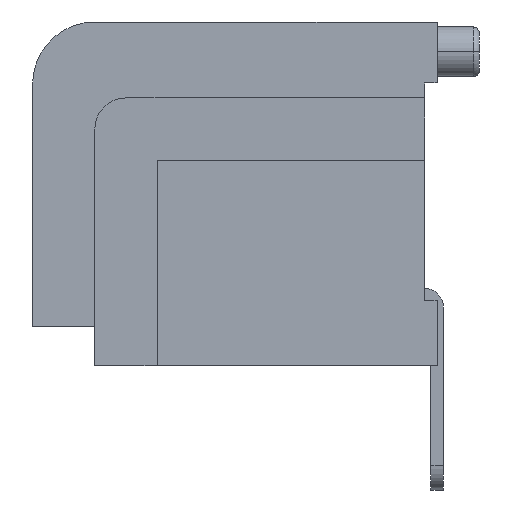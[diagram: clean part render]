
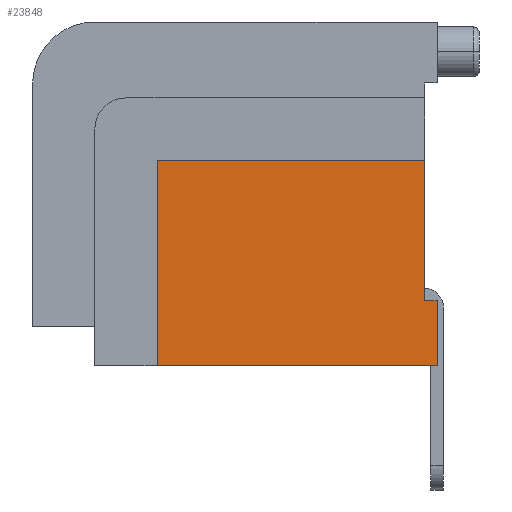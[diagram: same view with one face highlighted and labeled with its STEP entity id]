
A CAD part, left-side view. The second image highlights one B-rep face of the part: STEP entity #23848.
In plain terms, the highlighted planar face has unit normal (-1, 0, 0).
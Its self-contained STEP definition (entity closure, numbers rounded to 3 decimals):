
#2826=DIRECTION('',(0.,-1.,0.));
#2827=VECTOR('',#2826,4.3);
#2828=CARTESIAN_POINT('',(-12.,4.5,-2.22));
#2829=LINE('',#2828,#2827);
#2830=DIRECTION('',(0.,0.,-1.));
#2831=VECTOR('',#2830,2.26);
#2832=CARTESIAN_POINT('',(-12.,0.2,-2.22));
#2833=LINE('',#2832,#2831);
#2834=DIRECTION('',(0.,-1.,0.));
#2835=VECTOR('',#2834,0.2);
#2836=CARTESIAN_POINT('',(-12.,0.2,-4.48));
#2837=LINE('',#2836,#2835);
#2838=DIRECTION('',(0.,0.,-1.));
#2839=VECTOR('',#2838,1.04);
#2840=CARTESIAN_POINT('',(-12.,0.,-4.48));
#2841=LINE('',#2840,#2839);
#2842=DIRECTION('',(0.,1.,0.));
#2843=VECTOR('',#2842,4.5);
#2844=CARTESIAN_POINT('',(-12.,0.,-5.52));
#2845=LINE('',#2844,#2843);
#2846=DIRECTION('',(0.,0.,1.));
#2847=VECTOR('',#2846,3.3);
#2848=CARTESIAN_POINT('',(-12.,4.5,-5.52));
#2849=LINE('',#2848,#2847);
#20037=CARTESIAN_POINT('',(-12.,0.,-4.48));
#20039=VERTEX_POINT('',#20037);
#20040=CARTESIAN_POINT('',(-12.,0.2,-4.48));
#20041=VERTEX_POINT('',#20040);
#20136=CARTESIAN_POINT('',(-12.,0.,-5.52));
#20137=VERTEX_POINT('',#20136);
#20140=CARTESIAN_POINT('',(-12.,4.5,-5.52));
#20141=VERTEX_POINT('',#20140);
#20150=CARTESIAN_POINT('',(-12.,0.2,-2.22));
#20151=VERTEX_POINT('',#20150);
#20154=CARTESIAN_POINT('',(-12.,4.5,-2.22));
#20155=VERTEX_POINT('',#20154);
#23831=CARTESIAN_POINT('',(-12.,2.25,-3.87));
#23832=DIRECTION('',(1.,0.,0.));
#23833=DIRECTION('',(0.,0.,-1.));
#23834=AXIS2_PLACEMENT_3D('',#23831,#23832,#23833);
#23835=PLANE('',#23834);
#23837=ORIENTED_EDGE('',*,*,#23836,.T.);
#23838=ORIENTED_EDGE('',*,*,#23808,.T.);
#23839=ORIENTED_EDGE('',*,*,#22913,.T.);
#23841=ORIENTED_EDGE('',*,*,#23840,.T.);
#23843=ORIENTED_EDGE('',*,*,#23842,.T.);
#23845=ORIENTED_EDGE('',*,*,#23844,.T.);
#23846=EDGE_LOOP('',(#23837,#23838,#23839,#23841,#23843,#23845));
#23847=FACE_OUTER_BOUND('',#23846,.F.);
#22913=EDGE_CURVE('',#20041,#20039,#2837,.T.);
#23808=EDGE_CURVE('',#20151,#20041,#2833,.T.);
#23836=EDGE_CURVE('',#20155,#20151,#2829,.T.);
#23840=EDGE_CURVE('',#20039,#20137,#2841,.T.);
#23842=EDGE_CURVE('',#20137,#20141,#2845,.T.);
#23844=EDGE_CURVE('',#20141,#20155,#2849,.T.);
#23848=ADVANCED_FACE('',(#23847),#23835,.F.);
